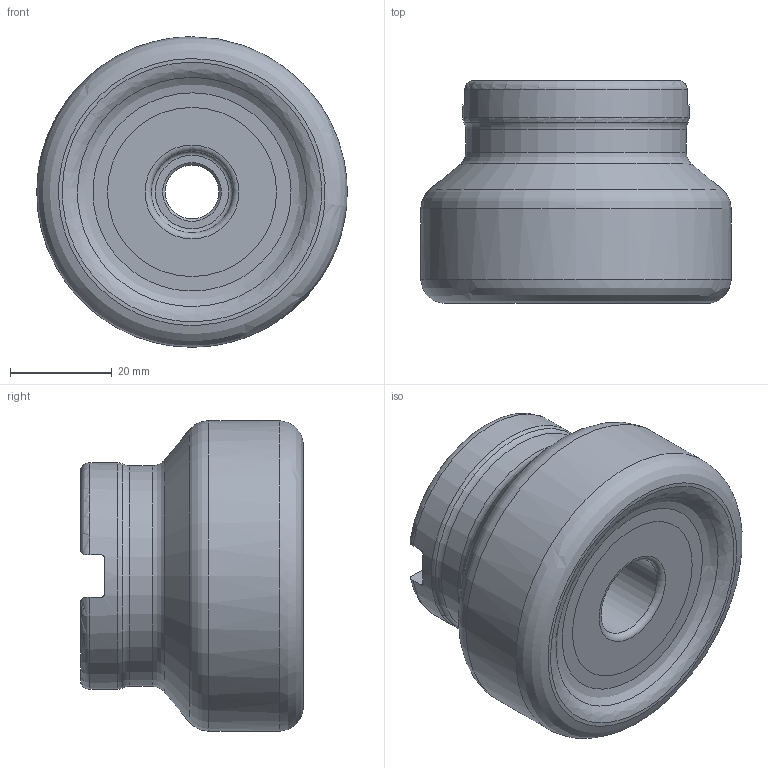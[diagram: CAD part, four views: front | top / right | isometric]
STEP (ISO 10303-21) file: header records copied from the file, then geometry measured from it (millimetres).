
FILE_DESCRIPTION(/* description */ (''),/* implementation_level */ '2;1');
FILE_NAME(/* name */ 'CUTTER_F-RDKT12-D250Z6S075I.stp',/* time_stamp */ '2020-04-24T15:41:41+09:00',/* author */ (''),/* organization */ (''),/* preprocessor_version */ 'ST-DEVELOPER v16',/* originating_system */ 'SIEMENS PLM Software NX 10.0',/* authorisation */ '');
FILE_SCHEMA (('CONFIG_CONTROL_DESIGN'));
Length unit declared in the file: millimetre
Products named in the file (1): TURNING_F-RDKT12-D250Z6S075I
Bounding box: 60.93 x 43.65 x 60.93 mm (x, y, z)
Volume: 84533.5 mm3; surface area: 13985.4 mm2
Topology: 1 solids, 1 shells, 46 faces, 113 edges, 73 vertices
Faces by surface type: plane 18, cylinder 11, torus 10, cone 4, bspline 3
Full cylindrical faces by diameter (mm): 10.49 x1, 16.002 x1, 19.05 x1, 19.85 x1, 43.3 x1, 44.45 x1, 60.928 x1
Entity records: 2255 total; most frequent: CARTESIAN_POINT 1261, DIRECTION 180, ORIENTED_EDGE 162, EDGE_CURVE 81, AXIS2_PLACEMENT_3D 80, EDGE_LOOP 74, VERTEX_POINT 63, FACE_BOUND 56
